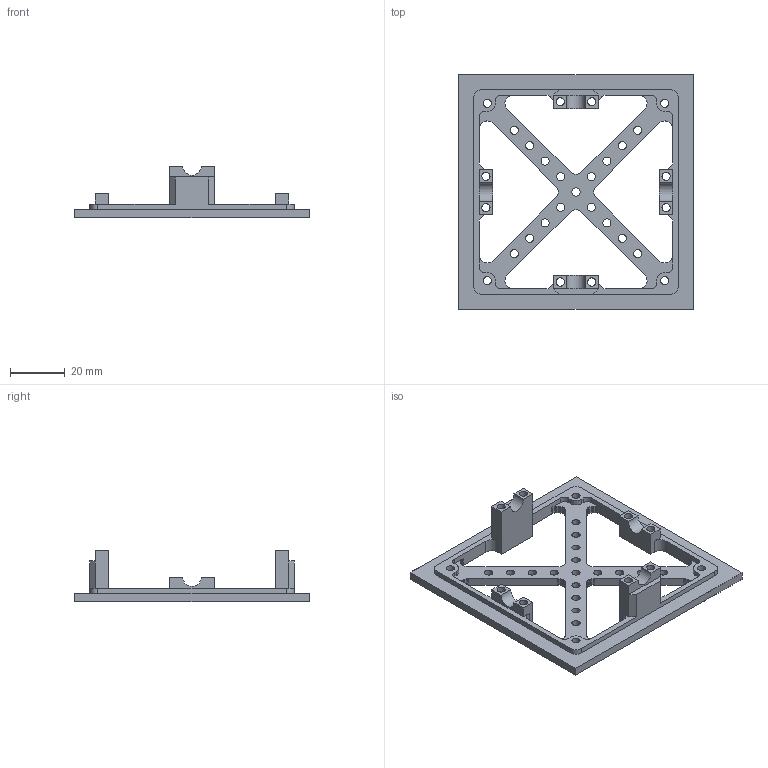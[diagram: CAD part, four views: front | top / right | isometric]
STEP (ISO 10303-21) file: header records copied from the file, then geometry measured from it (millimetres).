
FILE_DESCRIPTION(/* description */ (''),/* implementation_level */ '2;1');
FILE_NAME(/* name */ '48fd2a43-64f3-4a3c-ac42-ed3a9cfef87c.stp',/* time_stamp */ '2022-02-01T00:51:45+00:00',/* author */ (''),/* organization */ (''),/* preprocessor_version */ 'ST-DEVELOPER v18.1',/* originating_system */ 'Autodesk Translation Framework v10.13.0.1454',/* authorisation */ '');
FILE_SCHEMA (('AUTOMOTIVE_DESIGN { 1 0 10303 214 3 1 1 }'));
Length unit declared in the file: millimetre
Products named in the file (1): air core bottom practice-zoe Use this one
Bounding box: 86 x 86 x 19 mm (x, y, z)
Volume: 16485.2 mm3; surface area: 15048.4 mm2
Topology: 1 solids, 1 shells, 283 faces, 846 edges, 562 vertices
Faces by surface type: plane 222, cylinder 59, bspline 2
Full cylindrical faces by diameter (mm): 3 x30
Entity records: 9962 total; most frequent: CARTESIAN_POINT 1798, ORIENTED_EDGE 1692, DIRECTION 1530, EDGE_CURVE 846, LINE 718, VECTOR 718, VERTEX_POINT 562, AXIS2_PLACEMENT_3D 406
